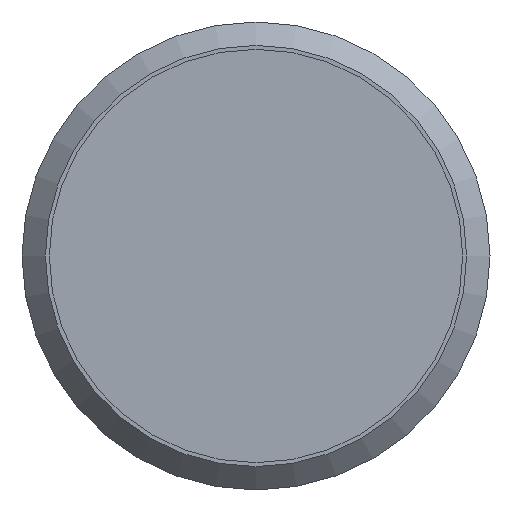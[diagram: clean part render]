
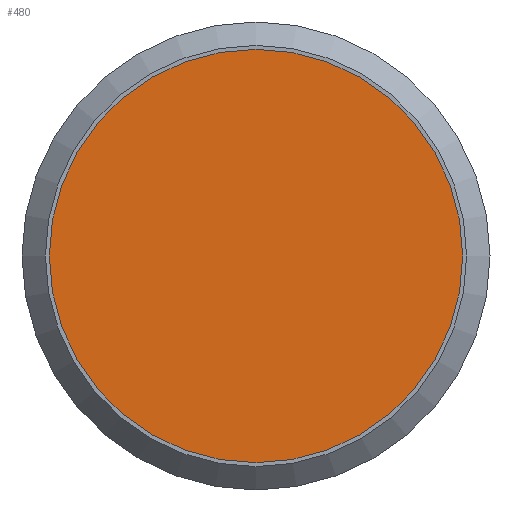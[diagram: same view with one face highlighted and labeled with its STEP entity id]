
A CAD part, front view. The second image highlights one B-rep face of the part: STEP entity #480.
In plain terms, the highlighted planar face has unit normal (0, -1, 0).
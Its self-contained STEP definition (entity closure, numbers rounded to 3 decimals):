
#34=PLANE('',#556);
#58=FACE_OUTER_BOUND('',#89,.T.);
#89=EDGE_LOOP('',(#393));
#124=CIRCLE('',#554,5.3);
#218=VERTEX_POINT('',#902);
#277=EDGE_CURVE('',#218,#218,#124,.T.);
#393=ORIENTED_EDGE('',*,*,#277,.T.);
#480=ADVANCED_FACE('',(#58),#34,.T.);
#554=AXIS2_PLACEMENT_3D('',#903,#685,#686);
#556=AXIS2_PLACEMENT_3D('',#907,#690,#691);
#685=DIRECTION('center_axis',(0.,-1.,0.));
#686=DIRECTION('ref_axis',(1.,0.,0.));
#690=DIRECTION('center_axis',(0.,-1.,0.));
#691=DIRECTION('ref_axis',(0.,0.,-1.));
#902=CARTESIAN_POINT('',(-5.3,-1.,0.));
#903=CARTESIAN_POINT('Origin',(0.,-1.,0.));
#907=CARTESIAN_POINT('Origin',(2.65,-1.,0.));
